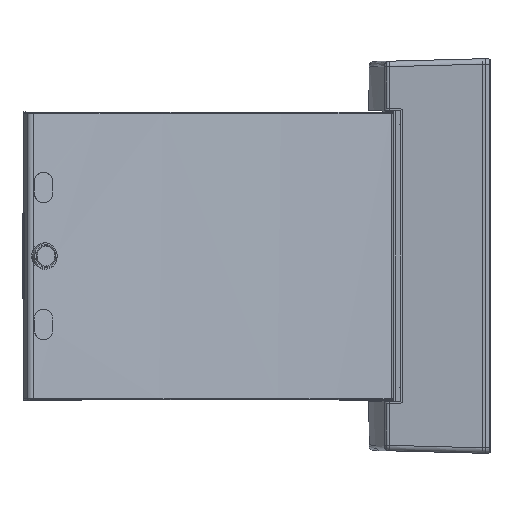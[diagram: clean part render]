
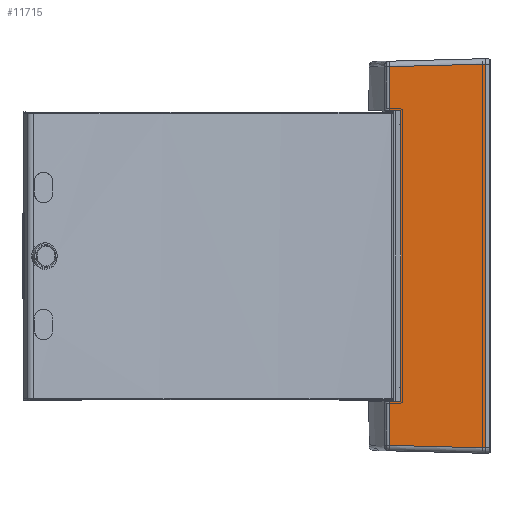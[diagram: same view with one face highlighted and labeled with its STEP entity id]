
A CAD part, left-side view. The second image highlights one B-rep face of the part: STEP entity #11715.
In plain terms, the highlighted planar face has unit normal (-1, 0.026, 0).
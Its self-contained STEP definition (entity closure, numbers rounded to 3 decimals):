
#1575=ORIENTED_EDGE('',*,*,#4773,.T.);
#1576=ORIENTED_EDGE('',*,*,#4849,.F.);
#1577=ORIENTED_EDGE('',*,*,#4850,.F.);
#1578=ORIENTED_EDGE('',*,*,#4851,.T.);
#1579=ORIENTED_EDGE('',*,*,#4843,.T.);
#1580=ORIENTED_EDGE('',*,*,#4852,.T.);
#1581=ORIENTED_EDGE('',*,*,#4757,.F.);
#1582=ORIENTED_EDGE('',*,*,#4765,.F.);
#4757=EDGE_CURVE('',#6434,#6436,#7576,.T.);
#4765=EDGE_CURVE('',#6439,#6434,#7579,.T.);
#4773=EDGE_CURVE('',#6439,#6444,#7585,.T.);
#4843=EDGE_CURVE('',#6479,#6482,#7638,.T.);
#4849=EDGE_CURVE('',#6484,#6444,#7640,.T.);
#4850=EDGE_CURVE('',#6485,#6484,#7641,.T.);
#4851=EDGE_CURVE('',#6485,#6479,#7642,.T.);
#4852=EDGE_CURVE('',#6482,#6436,#7643,.T.);
#6434=VERTEX_POINT('',#17776);
#6436=VERTEX_POINT('',#17779);
#6439=VERTEX_POINT('',#17837);
#6444=VERTEX_POINT('',#17857);
#6479=VERTEX_POINT('',#17999);
#6482=VERTEX_POINT('',#18007);
#6484=VERTEX_POINT('',#18060);
#6485=VERTEX_POINT('',#18062);
#7576=LINE('',#17778,#8604);
#7579=LINE('',#17836,#8607);
#7585=LINE('',#17858,#8613);
#7638=LINE('',#18008,#8666);
#7640=LINE('',#18059,#8668);
#7641=LINE('',#18061,#8669);
#7642=LINE('',#18063,#8670);
#7643=LINE('',#18064,#8671);
#8604=VECTOR('',#14105,1000.);
#8607=VECTOR('',#14120,1000.);
#8613=VECTOR('',#14130,1000.);
#8666=VECTOR('',#14269,1000.);
#8668=VECTOR('',#14283,1000.);
#8669=VECTOR('',#14284,1000.);
#8670=VECTOR('',#14285,1000.);
#8671=VECTOR('',#14286,1000.);
#9629=EDGE_LOOP('',(#1575,#1576,#1577,#1578,#1579,#1580,#1581,#1582));
#10468=FACE_BOUND('',#9629,.T.);
#11222=PLANE('',#12572);
#11715=ADVANCED_FACE('',(#10468),#11222,.T.);
#12572=AXIS2_PLACEMENT_3D('',#18058,#14281,#14282);
#14105=DIRECTION('',(-0.026,-0.999,0.026));
#14120=DIRECTION('',(0.,0.,1.));
#14130=DIRECTION('',(-0.026,-0.999,-0.026));
#14269=DIRECTION('',(-0.026,-0.999,-0.026));
#14281=DIRECTION('',(-1.,0.026,0.));
#14282=DIRECTION('',(-0.026,-1.,0.));
#14283=DIRECTION('',(0.,0.,1.));
#14284=DIRECTION('',(-0.026,-0.999,0.026));
#14285=DIRECTION('',(0.,0.,-1.));
#14286=DIRECTION('',(0.,0.,1.));
#17776=CARTESIAN_POINT('',(-195.612,87.393,173.013));
#17778=CARTESIAN_POINT('',(-197.903,-0.131,175.305));
#17779=CARTESIAN_POINT('',(-197.9,0.,175.302));
#17836=CARTESIAN_POINT('',(-195.612,87.393,180.3));
#17837=CARTESIAN_POINT('',(-195.612,87.393,132.772));
#17857=CARTESIAN_POINT('',(-195.884,77.002,132.5));
#17858=CARTESIAN_POINT('',(-195.717,83.36,132.666));
#17999=CARTESIAN_POINT('',(-195.612,87.393,-173.013));
#18007=CARTESIAN_POINT('',(-197.9,0.,-175.302));
#18008=CARTESIAN_POINT('',(-197.903,-0.131,-175.305));
#18058=CARTESIAN_POINT('',(-195.503,91.55,-180.3));
#18059=CARTESIAN_POINT('',(-195.884,77.002,-132.5));
#18060=CARTESIAN_POINT('',(-195.884,77.002,-132.5));
#18061=CARTESIAN_POINT('',(-195.884,77.002,-132.5));
#18062=CARTESIAN_POINT('',(-195.612,87.393,-132.772));
#18063=CARTESIAN_POINT('',(-195.612,87.393,-180.3));
#18064=CARTESIAN_POINT('',(-197.9,0.,-180.3));
